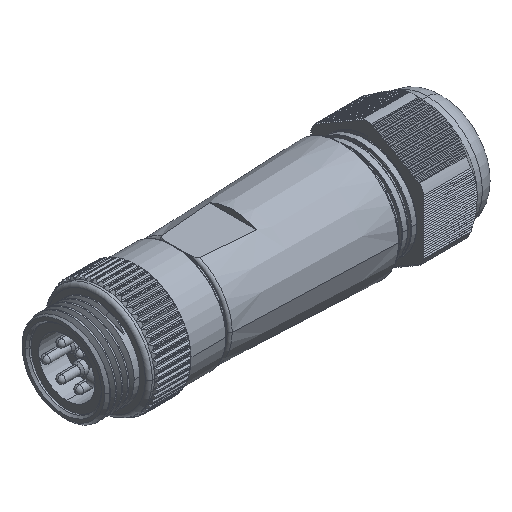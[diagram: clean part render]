
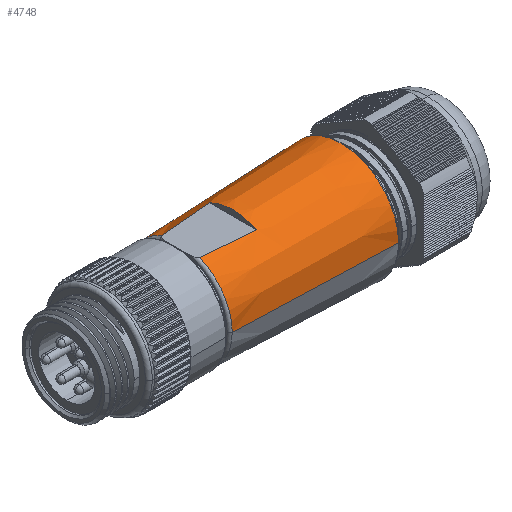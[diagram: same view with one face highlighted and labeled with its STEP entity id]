
A CAD part, isometric view. The second image highlights one B-rep face of the part: STEP entity #4748.
In plain terms, the highlighted conical face has half-angle 2 degrees and reference radius 13.09 mm.
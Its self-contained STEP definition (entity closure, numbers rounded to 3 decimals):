
#712 = AXIS2_PLACEMENT_3D ( 'NONE', #33087, #15831, #8627 ) ;
#1244 = VERTEX_POINT ( 'NONE', #9614 ) ;
#2204 = DIRECTION ( 'NONE',  ( 0., 1., 0. ) ) ;
#2270 = VERTEX_POINT ( 'NONE', #25160 ) ;
#2593 = DIRECTION ( 'NONE',  ( 0., 0., 1. ) ) ;
#3147 = B_SPLINE_CURVE_WITH_KNOTS ( 'NONE', 3,
 ( #28819, #28942, #31861, #14584 ),
 .UNSPECIFIED., .F., .F.,
 ( 4, 4 ),
 ( 0.022, 0.036 ),
 .UNSPECIFIED. ) ;
#3355 = ORIENTED_EDGE ( 'NONE', *, *, #14212, .F. ) ;
#3755 = EDGE_CURVE ( 'NONE', #13502, #15441, #9181, .T. ) ;
#3854 = EDGE_CURVE ( 'NONE', #31975, #15293, #29466, .T. ) ;
#4748 = ADVANCED_FACE ( 'NONE', ( #7776 ), #22220, .T. ) ;
#4926 = CARTESIAN_POINT ( 'NONE',  ( 35.24, 5.96, 12.2 ) ) ;
#5286 = ORIENTED_EDGE ( 'NONE', *, *, #30901, .F. ) ;
#5887 = ORIENTED_EDGE ( 'NONE', *, *, #23588, .T. ) ;
#6190 = CARTESIAN_POINT ( 'NONE',  ( 21.897, -13.112, 0. ) ) ;
#6991 = DIRECTION ( 'NONE',  ( -1., 0., 0. ) ) ;
#7552 = B_SPLINE_CURVE_WITH_KNOTS ( 'NONE', 3,
 ( #25859, #31533, #11453, #31660 ),
 .UNSPECIFIED., .F., .F.,
 ( 4, 4 ),
 ( 0.015, 0.029 ),
 .UNSPECIFIED. ) ;
#7739 = ORIENTED_EDGE ( 'NONE', *, *, #3755, .T. ) ;
#7746 = CARTESIAN_POINT ( 'NONE',  ( 21.897, 0., 0. ) ) ;
#7776 = FACE_OUTER_BOUND ( 'NONE', #10949, .T. ) ;
#8627 = DIRECTION ( 'NONE',  ( 0., 1., 0. ) ) ;
#9048 = VECTOR ( 'NONE', #30787, 1000. ) ;
#9181 = CIRCLE ( 'NONE', #10550, 13.112 ) ;
#9614 = CARTESIAN_POINT ( 'NONE',  ( 21.897, -4.804, 12.2 ) ) ;
#10335 = VERTEX_POINT ( 'NONE', #6190 ) ;
#10550 = AXIS2_PLACEMENT_3D ( 'NONE', #7746, #27895, #10601 ) ;
#10584 = CARTESIAN_POINT ( 'NONE',  ( 21.27, 13.09, 0. ) ) ;
#10601 = DIRECTION ( 'NONE',  ( 0., 1., 0. ) ) ;
#10936 = CIRCLE ( 'NONE', #37290, 14.531 ) ;
#10949 = EDGE_LOOP ( 'NONE', ( #36456, #5887, #28099, #35059, #7739, #5286, #15444, #3355 ) ) ;
#11248 = CARTESIAN_POINT ( 'NONE',  ( 21.897, 13.112, 0. ) ) ;
#11453 = CARTESIAN_POINT ( 'NONE',  ( 26.341, 5.228, 12.2 ) ) ;
#13502 = VERTEX_POINT ( 'NONE', #11248 ) ;
#14212 = EDGE_CURVE ( 'NONE', #1244, #31975, #3147, .T. ) ;
#14237 = DIRECTION ( 'NONE',  ( 0.999, -0.035, 0. ) ) ;
#14584 = CARTESIAN_POINT ( 'NONE',  ( 35.24, -5.96, 12.2 ) ) ;
#15293 = VERTEX_POINT ( 'NONE', #4926 ) ;
#15441 = VERTEX_POINT ( 'NONE', #17408 ) ;
#15444 = ORIENTED_EDGE ( 'NONE', *, *, #3854, .F. ) ;
#15831 = DIRECTION ( 'NONE',  ( 1., 0., 0. ) ) ;
#17408 = CARTESIAN_POINT ( 'NONE',  ( 21.897, 4.804, 12.2 ) ) ;
#17672 = LINE ( 'NONE', #10584, #9048 ) ;
#17741 = VERTEX_POINT ( 'NONE', #33319 ) ;
#18465 = CIRCLE ( 'NONE', #36279, 13.112 ) ;
#19484 = DIRECTION ( 'NONE',  ( 1., 0., 0. ) ) ;
#19849 = DIRECTION ( 'NONE',  ( -1., 0., 0. ) ) ;
#21660 = EDGE_CURVE ( 'NONE', #13502, #2270, #17672, .T. ) ;
#22220 = CONICAL_SURFACE ( 'NONE', #712, 13.09, 0.035 ) ;
#22485 = LINE ( 'NONE', #31544, #29219 ) ;
#23452 = EDGE_CURVE ( 'NONE', #1244, #10335, #18465, .T. ) ;
#23588 = EDGE_CURVE ( 'NONE', #10335, #17741, #22485, .T. ) ;
#24233 = CARTESIAN_POINT ( 'NONE',  ( 62.547, 0., 0. ) ) ;
#25160 = CARTESIAN_POINT ( 'NONE',  ( 62.547, 14.531, 0. ) ) ;
#25859 = CARTESIAN_POINT ( 'NONE',  ( 35.24, 5.96, 12.2 ) ) ;
#27125 = DIRECTION ( 'NONE',  ( 0., -1., 0. ) ) ;
#27895 = DIRECTION ( 'NONE',  ( 1., 0., 0. ) ) ;
#28055 = EDGE_CURVE ( 'NONE', #17741, #2270, #10936, .T. ) ;
#28099 = ORIENTED_EDGE ( 'NONE', *, *, #28055, .T. ) ;
#28819 = CARTESIAN_POINT ( 'NONE',  ( 21.897, -4.804, 12.2 ) ) ;
#28942 = CARTESIAN_POINT ( 'NONE',  ( 26.341, -5.228, 12.2 ) ) ;
#29219 = VECTOR ( 'NONE', #14237, 1000. ) ;
#29466 = CIRCLE ( 'NONE', #31831, 13.578 ) ;
#30787 = DIRECTION ( 'NONE',  ( 0.999, 0.035, 0. ) ) ;
#30901 = EDGE_CURVE ( 'NONE', #15293, #15441, #7552, .T. ) ;
#31533 = CARTESIAN_POINT ( 'NONE',  ( 30.79, 5.606, 12.2 ) ) ;
#31544 = CARTESIAN_POINT ( 'NONE',  ( 21.27, -13.09, 0. ) ) ;
#31660 = CARTESIAN_POINT ( 'NONE',  ( 21.897, 4.804, 12.2 ) ) ;
#31831 = AXIS2_PLACEMENT_3D ( 'NONE', #37055, #19849, #2593 ) ;
#31861 = CARTESIAN_POINT ( 'NONE',  ( 30.79, -5.606, 12.2 ) ) ;
#31975 = VERTEX_POINT ( 'NONE', #35680 ) ;
#33087 = CARTESIAN_POINT ( 'NONE',  ( 21.27, 0., 0. ) ) ;
#33319 = CARTESIAN_POINT ( 'NONE',  ( 62.547, -14.531, 0. ) ) ;
#35059 = ORIENTED_EDGE ( 'NONE', *, *, #21660, .F. ) ;
#35680 = CARTESIAN_POINT ( 'NONE',  ( 35.24, -5.96, 12.2 ) ) ;
#36279 = AXIS2_PLACEMENT_3D ( 'NONE', #36687, #19484, #2204 ) ;
#36456 = ORIENTED_EDGE ( 'NONE', *, *, #23452, .T. ) ;
#36687 = CARTESIAN_POINT ( 'NONE',  ( 21.897, 0., 0. ) ) ;
#37055 = CARTESIAN_POINT ( 'NONE',  ( 35.24, 0., 0. ) ) ;
#37290 = AXIS2_PLACEMENT_3D ( 'NONE', #24233, #6991, #27125 ) ;
